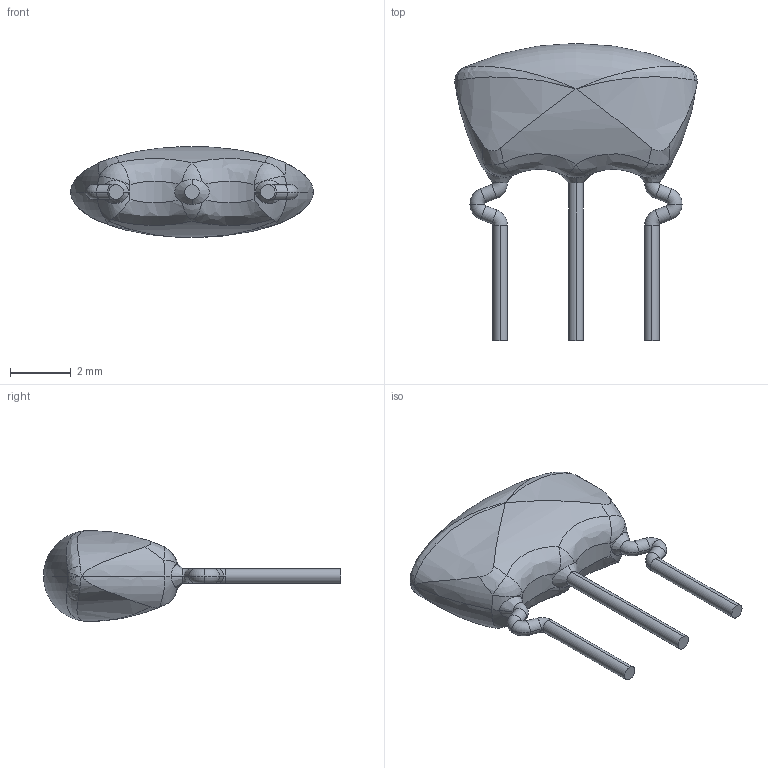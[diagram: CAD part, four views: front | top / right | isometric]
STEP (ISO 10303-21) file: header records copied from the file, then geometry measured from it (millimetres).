
FILE_DESCRIPTION (( 'STEP AP214' ), '1' );
FILE_NAME ('CSTLS4M00G56-B0.STEP', '2020-07-14T21:20:10', ( '' ), ( '' ), 'SwSTEP 2.0', 'SolidWorks 2017', '' );
FILE_SCHEMA (( 'AUTOMOTIVE_DESIGN' ));
Length unit declared in the file: millimetre
Products named in the file (1): CSTLS4M00G56-B0
Bounding box: 8 x 9.8 x 3 mm (x, y, z)
Volume: 67.1 mm3; surface area: 117.3 mm2
Topology: 4 solids, 4 shells, 90 faces, 198 edges, 110 vertices
Faces by surface type: bspline 35, torus 22, cylinder 18, plane 9, sphere 4, cone 2
Entity records: 5391 total; most frequent: CARTESIAN_POINT 3638, ORIENTED_EDGE 384, DIRECTION 307, EDGE_CURVE 192, AXIS2_PLACEMENT_3D 145, VERTEX_POINT 110, FACE_OUTER_BOUND 90, EDGE_LOOP 90
